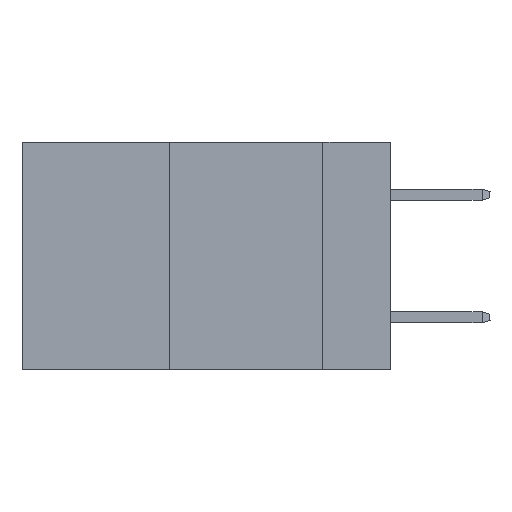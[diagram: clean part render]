
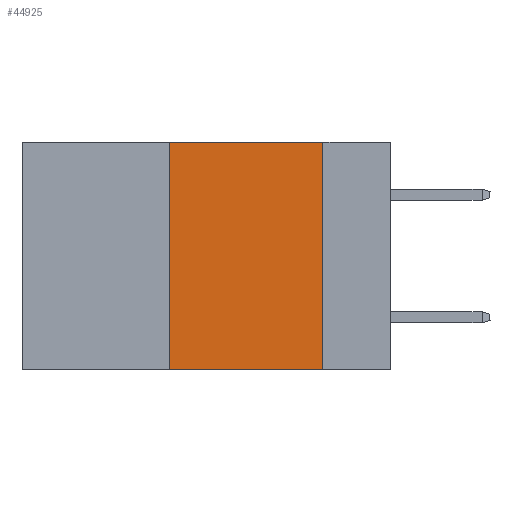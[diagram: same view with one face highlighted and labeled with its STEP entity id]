
A CAD part, left-side view. The second image highlights one B-rep face of the part: STEP entity #44925.
In plain terms, the highlighted planar face has unit normal (-1, 0, 0).
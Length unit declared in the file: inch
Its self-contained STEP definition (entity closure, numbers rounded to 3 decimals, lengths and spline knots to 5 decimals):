
#2392 = CARTESIAN_POINT ( 'NONE',  ( 0., 0.6, -0.37 ) ) ;
#3453 = DIRECTION ( 'NONE',  ( 0., -1., 0. ) ) ;
#4045 = EDGE_CURVE ( 'NONE', #27089, #31446, #15259, .T. ) ;
#4411 = CARTESIAN_POINT ( 'NONE',  ( 0., 0.36, 0. ) ) ;
#4484 = DIRECTION ( 'NONE',  ( 0., 0., -1. ) ) ;
#8460 = CARTESIAN_POINT ( 'NONE',  ( 0., 0.11, 0. ) ) ;
#9384 = EDGE_LOOP ( 'NONE', ( #17349, #17680, #28547, #31264 ) ) ;
#9676 = EDGE_CURVE ( 'NONE', #25719, #28476, #44125, .T. ) ;
#11220 = CARTESIAN_POINT ( 'NONE',  ( 0., 0.36, 0. ) ) ;
#13126 = EDGE_CURVE ( 'NONE', #31446, #28476, #28964, .T. ) ;
#15259 = LINE ( 'NONE', #35244, #20725 ) ;
#17349 = ORIENTED_EDGE ( 'NONE', *, *, #13126, .F. ) ;
#17680 = ORIENTED_EDGE ( 'NONE', *, *, #4045, .F. ) ;
#19947 = EDGE_CURVE ( 'NONE', #25719, #27089, #37558, .T. ) ;
#20725 = VECTOR ( 'NONE', #3453, 39.37008 ) ;
#24530 = CARTESIAN_POINT ( 'NONE',  ( 0., 0.11, -0.37 ) ) ;
#25473 = VECTOR ( 'NONE', #42552, 39.37008 ) ;
#25719 = VERTEX_POINT ( 'NONE', #33898 ) ;
#26363 = DIRECTION ( 'NONE',  ( 0., -1., 0. ) ) ;
#27089 = VERTEX_POINT ( 'NONE', #11220 ) ;
#28476 = VERTEX_POINT ( 'NONE', #24530 ) ;
#28547 = ORIENTED_EDGE ( 'NONE', *, *, #19947, .F. ) ;
#28964 = LINE ( 'NONE', #36864, #31654 ) ;
#31264 = ORIENTED_EDGE ( 'NONE', *, *, #9676, .T. ) ;
#31446 = VERTEX_POINT ( 'NONE', #8460 ) ;
#31654 = VECTOR ( 'NONE', #44102, 39.37008 ) ;
#32426 = DIRECTION ( 'NONE',  ( 1., 0., 0. ) ) ;
#33898 = CARTESIAN_POINT ( 'NONE',  ( 0., 0.36, -0.37 ) ) ;
#34746 = VECTOR ( 'NONE', #26363, 39.37008 ) ;
#35244 = CARTESIAN_POINT ( 'NONE',  ( 0., 0.6, 0. ) ) ;
#36559 = AXIS2_PLACEMENT_3D ( 'NONE', #39366, #32426, #4484 ) ;
#36864 = CARTESIAN_POINT ( 'NONE',  ( 0., 0.11, 0. ) ) ;
#37558 = LINE ( 'NONE', #4411, #25473 ) ;
#39366 = CARTESIAN_POINT ( 'NONE',  ( 0., 0.6, 0. ) ) ;
#39685 = PLANE ( 'NONE',  #36559 ) ;
#40908 = FACE_OUTER_BOUND ( 'NONE', #9384, .T. ) ;
#42552 = DIRECTION ( 'NONE',  ( 0., 0., 1. ) ) ;
#44102 = DIRECTION ( 'NONE',  ( 0., 0., -1. ) ) ;
#44125 = LINE ( 'NONE', #2392, #34746 ) ;
#44925 = ADVANCED_FACE ( 'NONE', ( #40908 ), #39685, .F. ) ;
